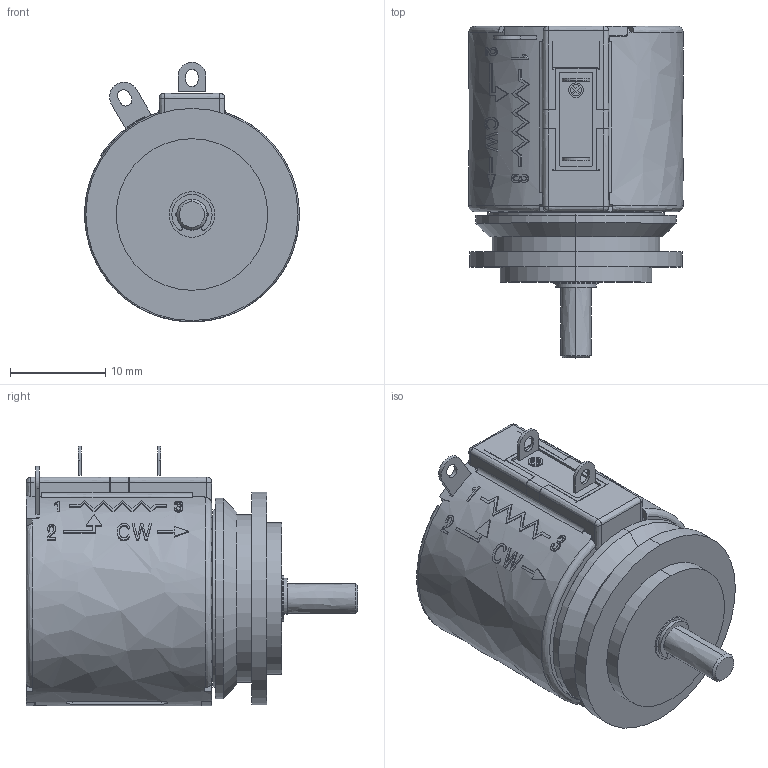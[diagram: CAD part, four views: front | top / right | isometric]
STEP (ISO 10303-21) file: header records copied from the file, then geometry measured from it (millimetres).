
FILE_DESCRIPTION((''),'2;1');
FILE_NAME('3549S_H-1XE','2008-02-20T',('RICKB'),('Bourns, Inc.'),'PRO/ENGINEER BY PARAMETRIC TECHNOLOGY CORPORATION, 2001200','PRO/ENGINEER BY PARAMETRIC TECHNOLOGY CORPORATION, 2001200','');
FILE_SCHEMA(('AUTOMOTIVE_DESIGN_CC2 { 1 2 10303 214 -1 1 5 2 }'));
Length unit declared in the file: inch
Products named in the file (1): 3549S_H-1XE
Bounding box: 22.47 x 34.75 x 27.19 mm (x, y, z)
Volume: 9951.5 mm3; surface area: 6082.7 mm2
Topology: 3 solids, 3 shells, 571 faces, 1663 edges, 1080 vertices
Faces by surface type: bspline 571
Entity records: 28617 total; most frequent: CARTESIAN_POINT 10473, ORIENTED_EDGE 3326, DIRECTION 1772, PRESENTATION_STYLE_ASSIGNMENT 1666, STYLED_ITEM 1666, CURVE_STYLE 1663, EDGE_CURVE 1663, VERTEX_POINT 1080
